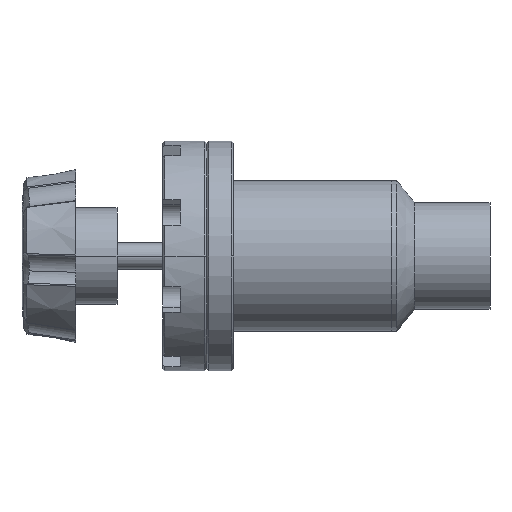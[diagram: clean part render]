
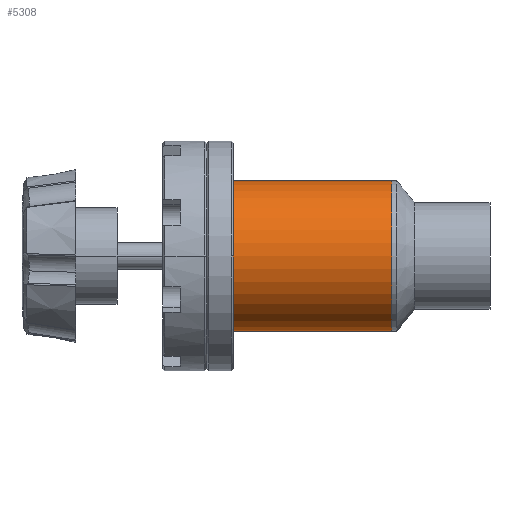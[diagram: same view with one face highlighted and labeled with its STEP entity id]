
A CAD part, front view. The second image highlights one B-rep face of the part: STEP entity #5308.
In plain terms, the highlighted cylindrical face has radius 26.988 mm (diameter 53.975 mm), a partial arc.
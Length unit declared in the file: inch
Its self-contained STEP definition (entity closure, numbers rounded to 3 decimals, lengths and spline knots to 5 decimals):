
#363 = VERTEX_POINT ( 'NONE', #3504 ) ;
#1208 = VECTOR ( 'NONE', #10987, 39.37008 ) ;
#1278 = EDGE_CURVE ( 'NONE', #363, #6721, #8789, .T. ) ;
#1457 = CARTESIAN_POINT ( 'NONE',  ( 2.297, 0., 1.0625 ) ) ;
#2582 = FACE_OUTER_BOUND ( 'NONE', #4182, .T. ) ;
#2729 = EDGE_CURVE ( 'NONE', #2923, #6721, #8855, .T. ) ;
#2923 = VERTEX_POINT ( 'NONE', #6728 ) ;
#3101 = ORIENTED_EDGE ( 'NONE', *, *, #6496, .T. ) ;
#3504 = CARTESIAN_POINT ( 'NONE',  ( 0.02, 0., 1.0625 ) ) ;
#3665 = CARTESIAN_POINT ( 'NONE',  ( 0.02, 0., -1.0625 ) ) ;
#3667 = LINE ( 'NONE', #11129, #1208 ) ;
#4182 = EDGE_LOOP ( 'NONE', ( #8892, #3101, #9557, #12054 ) ) ;
#4707 = DIRECTION ( 'NONE',  ( 0., 0., 1. ) ) ;
#5228 = CARTESIAN_POINT ( 'NONE',  ( 2.297, 0., 0. ) ) ;
#5308 = ADVANCED_FACE ( 'NONE', ( #2582 ), #9591, .T. ) ;
#5703 = EDGE_CURVE ( 'NONE', #9630, #363, #3667, .T. ) ;
#6038 = VECTOR ( 'NONE', #9454, 39.37008 ) ;
#6191 = DIRECTION ( 'NONE',  ( 0., 0., 1. ) ) ;
#6496 = EDGE_CURVE ( 'NONE', #2923, #9630, #10378, .T. ) ;
#6682 = DIRECTION ( 'NONE',  ( 0., 0., 1. ) ) ;
#6721 = VERTEX_POINT ( 'NONE', #3665 ) ;
#6728 = CARTESIAN_POINT ( 'NONE',  ( 2.297, 0., -1.0625 ) ) ;
#6746 = DIRECTION ( 'NONE',  ( 1., 0., 0. ) ) ;
#6762 = CARTESIAN_POINT ( 'NONE',  ( 0.02, 0., 0. ) ) ;
#8020 = AXIS2_PLACEMENT_3D ( 'NONE', #11360, #8467, #4707 ) ;
#8467 = DIRECTION ( 'NONE',  ( -1., 0., 0. ) ) ;
#8789 = CIRCLE ( 'NONE', #9159, 1.0625 ) ;
#8855 = LINE ( 'NONE', #9543, #6038 ) ;
#8892 = ORIENTED_EDGE ( 'NONE', *, *, #2729, .F. ) ;
#9003 = AXIS2_PLACEMENT_3D ( 'NONE', #5228, #11888, #6191 ) ;
#9159 = AXIS2_PLACEMENT_3D ( 'NONE', #6762, #6746, #6682 ) ;
#9454 = DIRECTION ( 'NONE',  ( -1., 0., 0. ) ) ;
#9543 = CARTESIAN_POINT ( 'NONE',  ( 2.297, 0., -1.0625 ) ) ;
#9557 = ORIENTED_EDGE ( 'NONE', *, *, #5703, .T. ) ;
#9591 = CYLINDRICAL_SURFACE ( 'NONE', #8020, 1.0625 ) ;
#9630 = VERTEX_POINT ( 'NONE', #1457 ) ;
#10378 = CIRCLE ( 'NONE', #9003, 1.0625 ) ;
#10987 = DIRECTION ( 'NONE',  ( -1., 0., 0. ) ) ;
#11129 = CARTESIAN_POINT ( 'NONE',  ( 2.297, 0., 1.0625 ) ) ;
#11360 = CARTESIAN_POINT ( 'NONE',  ( 2.297, 0., 0. ) ) ;
#11888 = DIRECTION ( 'NONE',  ( -1., 0., 0. ) ) ;
#12054 = ORIENTED_EDGE ( 'NONE', *, *, #1278, .T. ) ;
